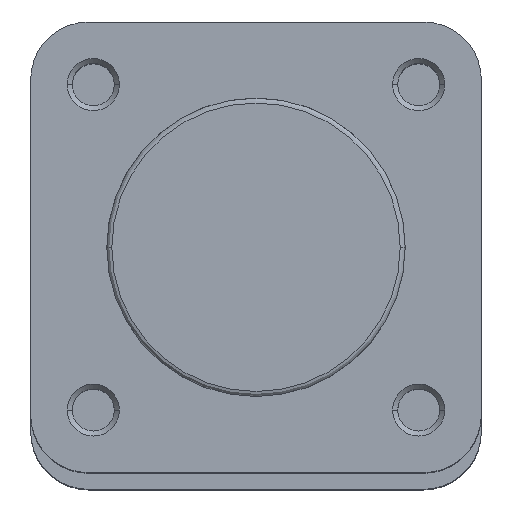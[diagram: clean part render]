
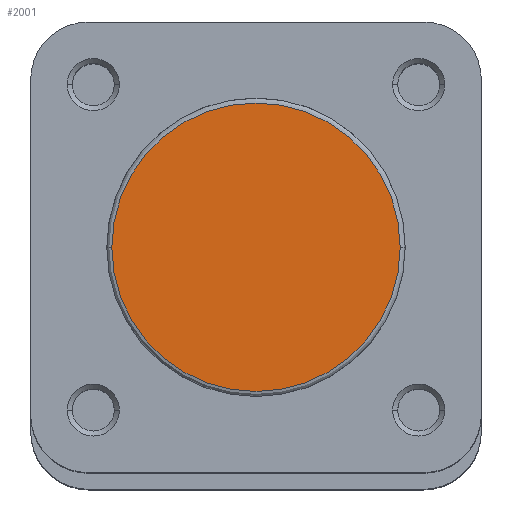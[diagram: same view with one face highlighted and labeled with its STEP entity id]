
A CAD part, top view. The second image highlights one B-rep face of the part: STEP entity #2001.
In plain terms, the highlighted planar face has unit normal (0, 0, 1).
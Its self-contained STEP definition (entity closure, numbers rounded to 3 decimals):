
#85 = VERTEX_POINT ( 'NONE', #2197 ) ;
#91 = VERTEX_POINT ( 'NONE', #2203 ) ;
#271 = FACE_OUTER_BOUND ( 'NONE', #4783, .T. ) ;
#331 = EDGE_CURVE ( 'NONE', #85, #91, #1880, .T. ) ;
#375 = EDGE_CURVE ( 'NONE', #91, #85, #1946, .T. ) ;
#642 = AXIS2_PLACEMENT_3D ( 'NONE', #2444, #2449, #2450 ) ;
#666 = AXIS2_PLACEMENT_3D ( 'NONE', #2560, #2563, #2564 ) ;
#814 = AXIS2_PLACEMENT_3D ( 'NONE', #3242, #3245, #3246 ) ;
#1686 = ORIENTED_EDGE ( 'NONE', *, *, #331, .T. ) ;
#1687 = ORIENTED_EDGE ( 'NONE', *, *, #375, .T. ) ;
#1880 = CIRCLE ( 'NONE', #642, 14.4 ) ;
#1946 = CIRCLE ( 'NONE', #666, 14.4 ) ;
#2001 = ADVANCED_FACE ( 'NONE', ( #271 ), #3243, .F. ) ;
#2197 = CARTESIAN_POINT ( 'NONE',  ( 14.4, 0., 0. ) ) ;
#2203 = CARTESIAN_POINT ( 'NONE',  ( -14.4, 0., 0. ) ) ;
#2444 = CARTESIAN_POINT ( 'NONE',  ( 0., 0., 0. ) ) ;
#2449 = DIRECTION ( 'NONE',  ( 0., 0., 1. ) ) ;
#2450 = DIRECTION ( 'NONE',  ( -1., 0., 0. ) ) ;
#2560 = CARTESIAN_POINT ( 'NONE',  ( 0., 0., 0. ) ) ;
#2563 = DIRECTION ( 'NONE',  ( 0., 0., 1. ) ) ;
#2564 = DIRECTION ( 'NONE',  ( -1., 0., 0. ) ) ;
#3242 = CARTESIAN_POINT ( 'NONE',  ( 0., 14.9, 0. ) ) ;
#3243 = PLANE ( 'NONE',  #814 ) ;
#3245 = DIRECTION ( 'NONE',  ( 0., 0., -1. ) ) ;
#3246 = DIRECTION ( 'NONE',  ( -1., 0., 0. ) ) ;
#4783 = EDGE_LOOP ( 'NONE', ( #1687, #1686 ) ) ;
